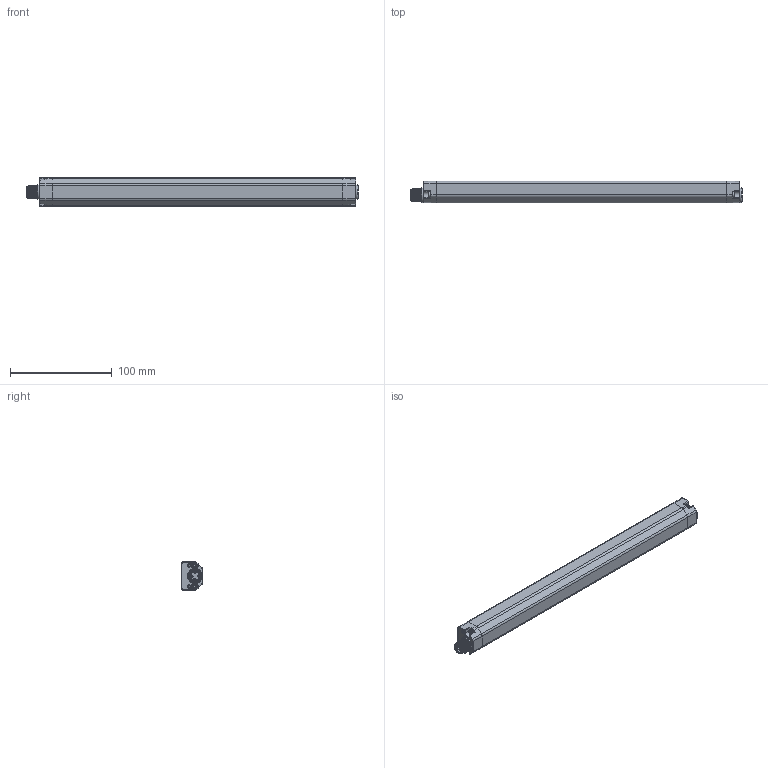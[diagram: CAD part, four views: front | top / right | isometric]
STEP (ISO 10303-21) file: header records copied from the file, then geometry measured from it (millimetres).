
FILE_DESCRIPTION((''),'2;1');
FILE_NAME('154519_SW','2010-11-02T',('banengservice'),('BANNER ENGINEERING'),'PRO/ENGINEER BY PARAMETRIC TECHNOLOGY CORPORATION, 2009141','PRO/ENGINEER BY PARAMETRIC TECHNOLOGY CORPORATION, 2009141','');
FILE_SCHEMA(('CONFIG_CONTROL_DESIGN'));
Length unit declared in the file: inch
Products named in the file (1): 154519_SW
Bounding box: 327 x 21 x 28 mm (x, y, z)
Volume: 71625.7 mm3; surface area: 77358.8 mm2
Topology: 1 solids, 1 shells, 745 faces, 1837 edges, 1106 vertices
Faces by surface type: plane 250, cylinder 203, cone 115, torus 91, bspline 74, sphere 12
Entity records: 29203 total; most frequent: CARTESIAN_POINT 11798, DIRECTION 3697, ORIENTED_EDGE 3658, EDGE_CURVE 1829, AXIS2_PLACEMENT_3D 1443, VERTEX_POINT 1106, VECTOR 811, LINE 811
